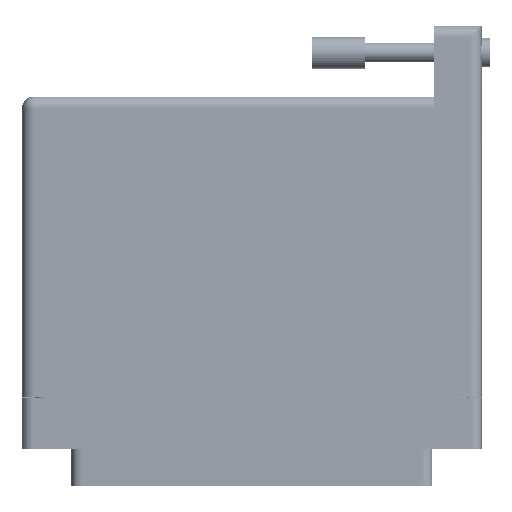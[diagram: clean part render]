
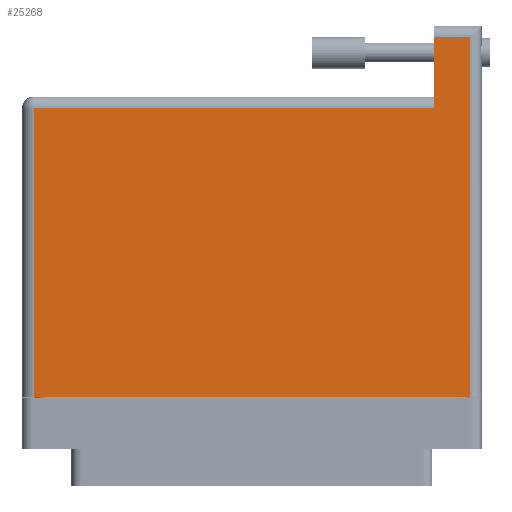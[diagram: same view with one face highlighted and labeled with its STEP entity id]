
A CAD part, front view. The second image highlights one B-rep face of the part: STEP entity #25268.
In plain terms, the highlighted face is planar.
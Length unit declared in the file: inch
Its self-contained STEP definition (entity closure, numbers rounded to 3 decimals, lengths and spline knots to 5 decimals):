
#546 = LINE ( 'NONE', #43810, #55875 ) ;
#860 = LINE ( 'NONE', #59777, #57960 ) ;
#3481 = DIRECTION ( 'NONE',  ( 0., 1., 0. ) ) ;
#4434 = EDGE_CURVE ( 'NONE', #45339, #26482, #33564, .T. ) ;
#4544 = VECTOR ( 'NONE', #39684, 39.37008 ) ;
#6898 = CARTESIAN_POINT ( 'NONE',  ( -1.289, 1.605, 0.617 ) ) ;
#7284 = ORIENTED_EDGE ( 'NONE', *, *, #69563, .T. ) ;
#7361 = ORIENTED_EDGE ( 'NONE', *, *, #4434, .T. ) ;
#7458 = CARTESIAN_POINT ( 'NONE',  ( -1.289, -0.1, 0.617 ) ) ;
#7797 = DIRECTION ( 'NONE',  ( 0., 0., -1. ) ) ;
#10482 = DIRECTION ( 'NONE',  ( 1., 0., 0. ) ) ;
#11160 = DIRECTION ( 'NONE',  ( -1., 0., 0. ) ) ;
#13913 = ORIENTED_EDGE ( 'NONE', *, *, #42973, .T. ) ;
#15726 = ORIENTED_EDGE ( 'NONE', *, *, #17470, .T. ) ;
#17470 = EDGE_CURVE ( 'NONE', #41409, #25327, #24091, .T. ) ;
#18639 = LINE ( 'NONE', #62659, #59932 ) ;
#22933 = DIRECTION ( 'NONE',  ( 0., -1., 0. ) ) ;
#23170 = VERTEX_POINT ( 'NONE', #40022 ) ;
#24091 = LINE ( 'NONE', #24771, #61141 ) ;
#24771 = CARTESIAN_POINT ( 'NONE',  ( 1.289, 2.095, 0.617 ) ) ;
#25268 = ADVANCED_FACE ( 'NONE', ( #33137 ), #57127, .F. ) ;
#25327 = VERTEX_POINT ( 'NONE', #34771 ) ;
#26482 = VERTEX_POINT ( 'NONE', #7458 ) ;
#33137 = FACE_OUTER_BOUND ( 'NONE', #67584, .T. ) ;
#33564 = LINE ( 'NONE', #55205, #47781 ) ;
#34387 = VERTEX_POINT ( 'NONE', #55726 ) ;
#34771 = CARTESIAN_POINT ( 'NONE',  ( 1.289, 2.025, 0.617 ) ) ;
#34956 = DIRECTION ( 'NONE',  ( 0., -1., 0. ) ) ;
#39680 = EDGE_CURVE ( 'NONE', #26482, #41409, #546, .T. ) ;
#39684 = DIRECTION ( 'NONE',  ( -1., 0., 0. ) ) ;
#40022 = CARTESIAN_POINT ( 'NONE',  ( 1.079, 2.025, 0.617 ) ) ;
#41409 = VERTEX_POINT ( 'NONE', #43040 ) ;
#42973 = EDGE_CURVE ( 'NONE', #25327, #23170, #860, .T. ) ;
#43040 = CARTESIAN_POINT ( 'NONE',  ( 1.289, -0.1, 0.617 ) ) ;
#43810 = CARTESIAN_POINT ( 'NONE',  ( -1.359, -0.1, 0.617 ) ) ;
#45339 = VERTEX_POINT ( 'NONE', #6898 ) ;
#46111 = DIRECTION ( 'NONE',  ( -1., 0., 0. ) ) ;
#47781 = VECTOR ( 'NONE', #22933, 39.37008 ) ;
#55205 = CARTESIAN_POINT ( 'NONE',  ( -1.289, -0.1, 0.617 ) ) ;
#55726 = CARTESIAN_POINT ( 'NONE',  ( 1.079, 1.605, 0.617 ) ) ;
#55875 = VECTOR ( 'NONE', #10482, 39.37008 ) ;
#57127 = PLANE ( 'NONE',  #63389 ) ;
#57960 = VECTOR ( 'NONE', #11160, 39.37008 ) ;
#58312 = ORIENTED_EDGE ( 'NONE', *, *, #65342, .T. ) ;
#59777 = CARTESIAN_POINT ( 'NONE',  ( -1.359, 2.025, 0.617 ) ) ;
#59932 = VECTOR ( 'NONE', #34956, 39.37008 ) ;
#61141 = VECTOR ( 'NONE', #3481, 39.37008 ) ;
#61329 = LINE ( 'NONE', #62373, #4544 ) ;
#61762 = CARTESIAN_POINT ( 'NONE',  ( -1.359, 1.675, 0.617 ) ) ;
#62234 = ORIENTED_EDGE ( 'NONE', *, *, #39680, .T. ) ;
#62373 = CARTESIAN_POINT ( 'NONE',  ( -1.359, 1.605, 0.617 ) ) ;
#62659 = CARTESIAN_POINT ( 'NONE',  ( 1.079, 2.095, 0.617 ) ) ;
#63389 = AXIS2_PLACEMENT_3D ( 'NONE', #61762, #7797, #46111 ) ;
#65342 = EDGE_CURVE ( 'NONE', #23170, #34387, #18639, .T. ) ;
#67584 = EDGE_LOOP ( 'NONE', ( #7284, #7361, #62234, #15726, #13913, #58312 ) ) ;
#69563 = EDGE_CURVE ( 'NONE', #34387, #45339, #61329, .T. ) ;
